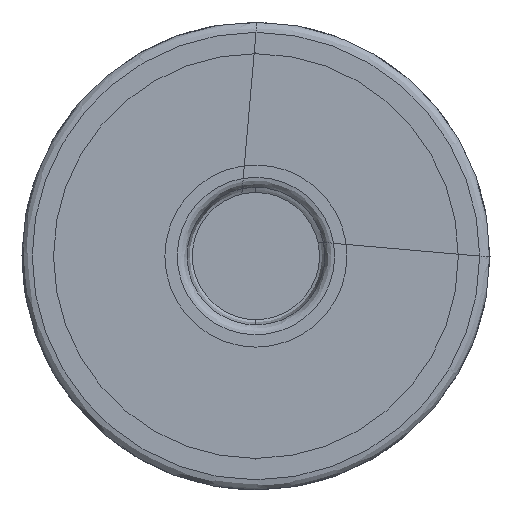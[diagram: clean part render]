
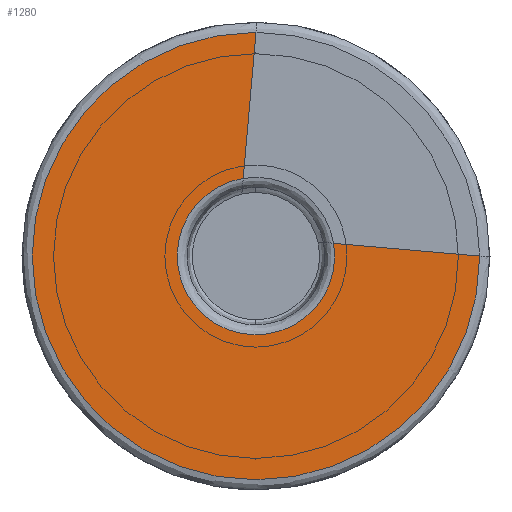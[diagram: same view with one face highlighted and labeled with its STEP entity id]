
A CAD part, left-side view. The second image highlights one B-rep face of the part: STEP entity #1280.
In plain terms, the highlighted planar face has unit normal (-1, 0, 0).
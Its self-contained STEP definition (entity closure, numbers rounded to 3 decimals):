
#2 = ORIENTED_EDGE ( 'NONE', *, *, #739, .F. ) ;
#29 = CARTESIAN_POINT ( 'NONE',  ( 0., 0., 0. ) ) ;
#53 = CARTESIAN_POINT ( 'NONE',  ( 0., -2.987, 0.491 ) ) ;
#79 = LINE ( 'NONE', #53, #117 ) ;
#117 = VECTOR ( 'NONE', #584, 1000. ) ;
#126 = DIRECTION ( 'NONE',  ( 0., -1., 0. ) ) ;
#138 = DIRECTION ( 'NONE',  ( 1., 0., 0. ) ) ;
#264 = AXIS2_PLACEMENT_3D ( 'NONE', #29, #138, #126 ) ;
#277 = VECTOR ( 'NONE', #1363, 1000. ) ;
#303 = DIRECTION ( 'NONE',  ( 1., 0., 0. ) ) ;
#307 = ORIENTED_EDGE ( 'NONE', *, *, #948, .T. ) ;
#427 = FACE_OUTER_BOUND ( 'NONE', #614, .T. ) ;
#452 = VERTEX_POINT ( 'NONE', #671 ) ;
#481 = VERTEX_POINT ( 'NONE', #556 ) ;
#519 = EDGE_CURVE ( 'NONE', #1169, #1404, #79, .T. ) ;
#556 = CARTESIAN_POINT ( 'NONE',  ( 0., 0.49, 2.987 ) ) ;
#564 = CARTESIAN_POINT ( 'NONE',  ( 0., -2.987, 0.491 ) ) ;
#572 = DIRECTION ( 'NONE',  ( 0., -0.987, 0.162 ) ) ;
#584 = DIRECTION ( 'NONE',  ( 0., -0.996, -0.087 ) ) ;
#614 = EDGE_LOOP ( 'NONE', ( #2, #868, #1599, #307 ) ) ;
#671 = CARTESIAN_POINT ( 'NONE',  ( 0., -0.003, 8.601 ) ) ;
#739 = EDGE_CURVE ( 'NONE', #1404, #452, #1532, .T. ) ;
#831 = CARTESIAN_POINT ( 'NONE',  ( 0., 0., 0. ) ) ;
#866 = CIRCLE ( 'NONE', #1670, 3.027 ) ;
#868 = ORIENTED_EDGE ( 'NONE', *, *, #519, .F. ) ;
#945 = CARTESIAN_POINT ( 'NONE',  ( 0., 0.49, 2.987 ) ) ;
#948 = EDGE_CURVE ( 'NONE', #481, #452, #1002, .T. ) ;
#1002 = LINE ( 'NONE', #945, #277 ) ;
#1049 = CARTESIAN_POINT ( 'NONE',  ( 0., -8.601, 0. ) ) ;
#1169 = VERTEX_POINT ( 'NONE', #1288 ) ;
#1177 = PLANE ( 'NONE',  #1380 ) ;
#1195 = DIRECTION ( 'NONE',  ( 0., 0., -1. ) ) ;
#1280 = ADVANCED_FACE ( 'NONE', ( #427 ), #1177, .F. ) ;
#1288 = CARTESIAN_POINT ( 'NONE',  ( 0., -2.987, 0.491 ) ) ;
#1345 = DIRECTION ( 'NONE',  ( 1., 0., 0. ) ) ;
#1363 = DIRECTION ( 'NONE',  ( 0., -0.087, 0.996 ) ) ;
#1380 = AXIS2_PLACEMENT_3D ( 'NONE', #564, #1345, #1195 ) ;
#1404 = VERTEX_POINT ( 'NONE', #1049 ) ;
#1474 = EDGE_CURVE ( 'NONE', #1169, #481, #866, .T. ) ;
#1532 = CIRCLE ( 'NONE', #264, 8.601 ) ;
#1599 = ORIENTED_EDGE ( 'NONE', *, *, #1474, .T. ) ;
#1670 = AXIS2_PLACEMENT_3D ( 'NONE', #831, #303, #572 ) ;
